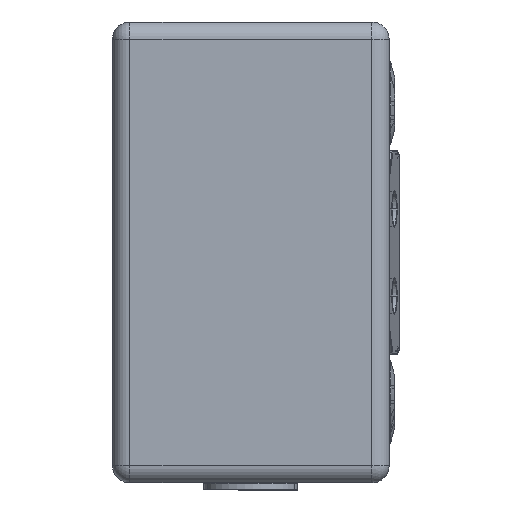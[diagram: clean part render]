
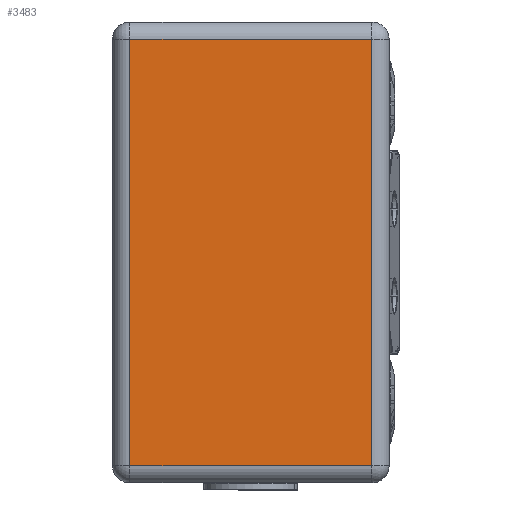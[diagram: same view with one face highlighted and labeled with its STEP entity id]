
A CAD part, front view. The second image highlights one B-rep face of the part: STEP entity #3483.
In plain terms, the highlighted face is planar.
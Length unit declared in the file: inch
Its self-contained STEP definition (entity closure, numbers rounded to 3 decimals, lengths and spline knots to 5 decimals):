
#363 = CARTESIAN_POINT ( 'NONE',  ( -1.25, 0.656, 0.1 ) ) ;
#845 = CARTESIAN_POINT ( 'NONE',  ( -1.156, -0.656, 0.1 ) ) ;
#890 = VERTEX_POINT ( 'NONE', #845 ) ;
#1974 = VECTOR ( 'NONE', #36723, 39.37008 ) ;
#3483 = ADVANCED_FACE ( 'NONE', ( #3677 ), #34039, .F. ) ;
#3677 = FACE_OUTER_BOUND ( 'NONE', #23568, .T. ) ;
#6491 = VECTOR ( 'NONE', #19883, 39.37008 ) ;
#8389 = LINE ( 'NONE', #40001, #1974 ) ;
#9185 = CARTESIAN_POINT ( 'NONE',  ( 0., 0., 0.1 ) ) ;
#9229 = ORIENTED_EDGE ( 'NONE', *, *, #32381, .T. ) ;
#9265 = EDGE_CURVE ( 'NONE', #890, #14146, #12233, .T. ) ;
#10296 = AXIS2_PLACEMENT_3D ( 'NONE', #9185, #34856, #31780 ) ;
#12233 = LINE ( 'NONE', #21594, #6491 ) ;
#14137 = ORIENTED_EDGE ( 'NONE', *, *, #9265, .T. ) ;
#14146 = VERTEX_POINT ( 'NONE', #40206 ) ;
#14374 = CARTESIAN_POINT ( 'NONE',  ( 1.156, 0.75, 0.1 ) ) ;
#14398 = CARTESIAN_POINT ( 'NONE',  ( 1.156, 0.656, 0.1 ) ) ;
#15090 = VECTOR ( 'NONE', #38453, 39.37008 ) ;
#19883 = DIRECTION ( 'NONE',  ( 1., 0., 0. ) ) ;
#21594 = CARTESIAN_POINT ( 'NONE',  ( 1.25, -0.656, 0.1 ) ) ;
#21988 = VERTEX_POINT ( 'NONE', #14398 ) ;
#23568 = EDGE_LOOP ( 'NONE', ( #9229, #14137, #38318, #30965 ) ) ;
#23718 = DIRECTION ( 'NONE',  ( 0., 1., 0. ) ) ;
#30965 = ORIENTED_EDGE ( 'NONE', *, *, #34171, .T. ) ;
#31395 = CARTESIAN_POINT ( 'NONE',  ( -1.156, 0.656, 0.1 ) ) ;
#31534 = LINE ( 'NONE', #363, #15090 ) ;
#31780 = DIRECTION ( 'NONE',  ( -1., 0., 0. ) ) ;
#31963 = EDGE_CURVE ( 'NONE', #14146, #21988, #39033, .T. ) ;
#32381 = EDGE_CURVE ( 'NONE', #38196, #890, #8389, .T. ) ;
#34039 = PLANE ( 'NONE',  #10296 ) ;
#34171 = EDGE_CURVE ( 'NONE', #21988, #38196, #31534, .T. ) ;
#34856 = DIRECTION ( 'NONE',  ( 0., 0., -1. ) ) ;
#36723 = DIRECTION ( 'NONE',  ( 0., -1., 0. ) ) ;
#38196 = VERTEX_POINT ( 'NONE', #31395 ) ;
#38318 = ORIENTED_EDGE ( 'NONE', *, *, #31963, .T. ) ;
#38453 = DIRECTION ( 'NONE',  ( -1., 0., 0. ) ) ;
#39033 = LINE ( 'NONE', #14374, #39081 ) ;
#39081 = VECTOR ( 'NONE', #23718, 39.37008 ) ;
#40001 = CARTESIAN_POINT ( 'NONE',  ( -1.156, -0.75, 0.1 ) ) ;
#40206 = CARTESIAN_POINT ( 'NONE',  ( 1.156, -0.656, 0.1 ) ) ;
